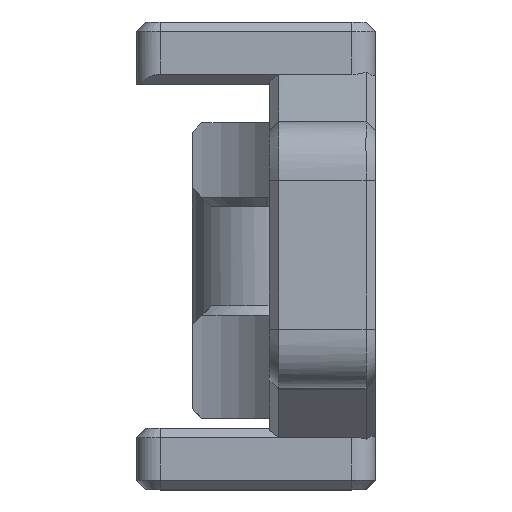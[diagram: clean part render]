
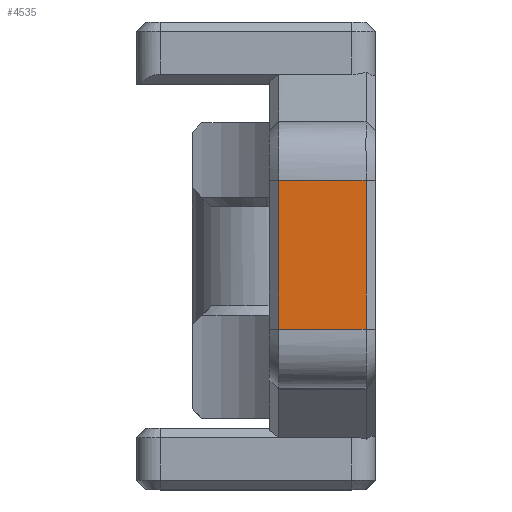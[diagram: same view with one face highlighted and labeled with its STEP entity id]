
A CAD part, top view. The second image highlights one B-rep face of the part: STEP entity #4535.
In plain terms, the highlighted planar face has unit normal (0, 0, 1).
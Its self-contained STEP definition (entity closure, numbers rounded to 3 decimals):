
#161=CARTESIAN_POINT('',(25.063,-16.198,59.974));
#162=VERTEX_POINT('',#161);
#247=CARTESIAN_POINT('',(25.063,-9.898,59.974));
#248=VERTEX_POINT('',#247);
#255=CARTESIAN_POINT('',(25.063,-16.198,59.974));
#256=DIRECTION('',(-0.,1.,-0.));
#257=VECTOR('',#256,6.3);
#258=LINE('',#255,#257);
#259=EDGE_CURVE('',#162,#248,#258,.T.);
#1691=CARTESIAN_POINT('',(21.363,-16.198,59.974));
#1692=VERTEX_POINT('',#1691);
#1817=CARTESIAN_POINT('',(21.363,-9.898,59.974));
#1818=VERTEX_POINT('',#1817);
#1834=CARTESIAN_POINT('',(21.363,-9.898,59.974));
#1835=DIRECTION('',(0.,-1.,0.));
#1836=VECTOR('',#1835,6.3);
#1837=LINE('',#1834,#1836);
#1838=EDGE_CURVE('',#1818,#1692,#1837,.T.);
#4509=CARTESIAN_POINT('',(21.363,-16.198,59.974));
#4510=DIRECTION('',(1.,0.,-0.));
#4511=VECTOR('',#4510,3.7);
#4512=LINE('',#4509,#4511);
#4513=EDGE_CURVE('',#1692,#162,#4512,.T.);
#4519=CARTESIAN_POINT('',(0.463,-10.513,59.974));
#4520=DIRECTION('',(0.,0.,-1.));
#4521=DIRECTION('',(1.,0.,0.));
#4522=AXIS2_PLACEMENT_3D('',#4519,#4520,#4521);
#4523=PLANE('',#4522);
#4524=ORIENTED_EDGE('',*,*,#4513,.T.);
#4525=ORIENTED_EDGE('',*,*,#259,.T.);
#4526=CARTESIAN_POINT('',(25.063,-9.898,59.974));
#4527=DIRECTION('',(-1.,-0.,0.));
#4528=VECTOR('',#4527,3.7);
#4529=LINE('',#4526,#4528);
#4530=EDGE_CURVE('',#248,#1818,#4529,.T.);
#4531=ORIENTED_EDGE('',*,*,#4530,.T.);
#4532=ORIENTED_EDGE('',*,*,#1838,.T.);
#4533=EDGE_LOOP('',(#4524,#4525,#4531,#4532));
#4534=FACE_BOUND('',#4533,.T.);
#4535=ADVANCED_FACE('',(#4534),#4523,.F.);
